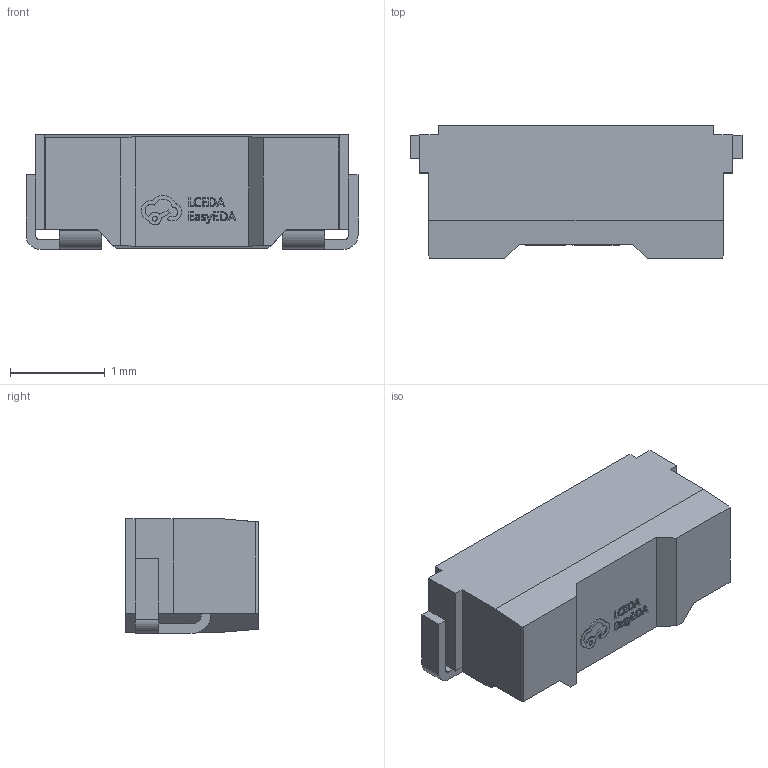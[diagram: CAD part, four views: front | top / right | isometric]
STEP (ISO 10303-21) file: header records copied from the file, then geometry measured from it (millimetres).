
FILE_DESCRIPTION (( 'STEP AP214' ), '1' );
FILE_NAME ('LED-SMD_L3.5-W1.4-FD.STEP', '2023-06-15T13:38:29', ( '' ), ( '' ), 'SwSTEP 2.0', 'SolidWorks 2020', '' );
FILE_SCHEMA (( 'AUTOMOTIVE_DESIGN' ));
Length unit declared in the file: millimetre
Products named in the file (1): LED-SMD_L3.5-W1.4-FD
Bounding box: 3.5 x 1.4 x 1.21 mm (x, y, z)
Volume: 4.5 mm3; surface area: 23.1 mm2
Topology: 3 solids, 3 shells, 291 faces, 795 edges, 530 vertices
Faces by surface type: plane 185, bspline 98, cylinder 8
Entity records: 12890 total; most frequent: CARTESIAN_POINT 2923, ORIENTED_EDGE 1590, DIRECTION 999, EDGE_CURVE 795, VECTOR 579, LINE 579, VERTEX_POINT 530, EDGE_LOOP 311
